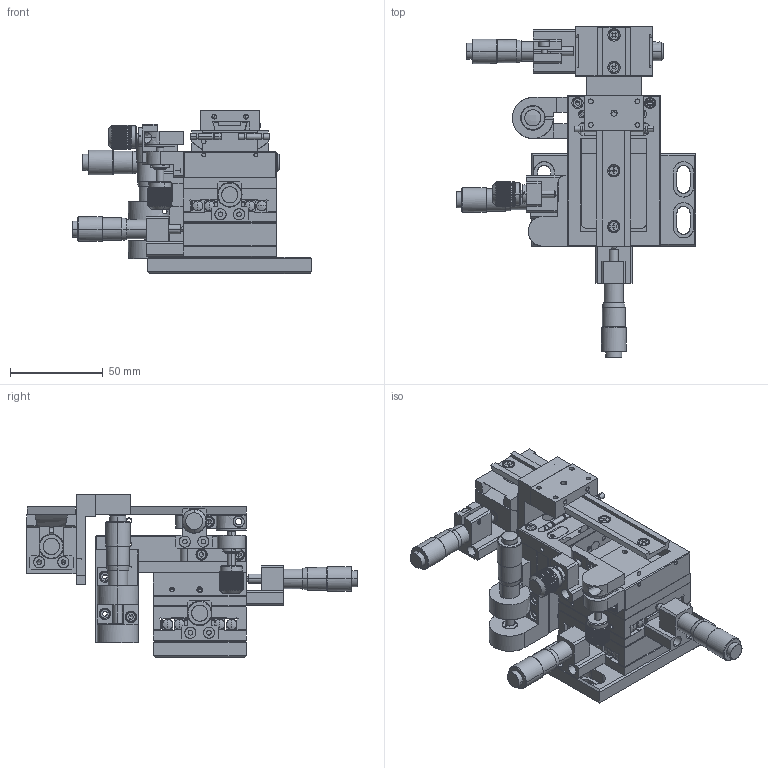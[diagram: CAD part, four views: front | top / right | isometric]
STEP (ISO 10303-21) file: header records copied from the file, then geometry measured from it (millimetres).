
FILE_DESCRIPTION (( 'STEP AP203' ), '1' );
FILE_NAME ('519457.step', '2021-12-02T05:56:02', ( '' ), ( '' ), 'SwSTEP 2.0', 'SolidWorks 2020', '' );
FILE_SCHEMA (( 'CONFIG_CONTROL_DESIGN' ));
Products named in the file (1): 519457
Bounding box: 129.02 x 177.92 x 88 mm (x, y, z)
Surface area: 118647.4 mm2 (no closed solid volume)
Topology: 0 solids, 1439 shells, 1445 faces, 8056 edges, 7962 vertices
Faces by surface type: bspline 1445
Entity records: 105701 total; most frequent: CARTESIAN_POINT 67936, ORIENTED_EDGE 7986, EDGE_CURVE 7972, VERTEX_POINT 7962, B_SPLINE_CURVE_WITH_KNOTS 6349, EDGE_LOOP 1832, FACE_OUTER_BOUND 1445, ADVANCED_FACE 1443
